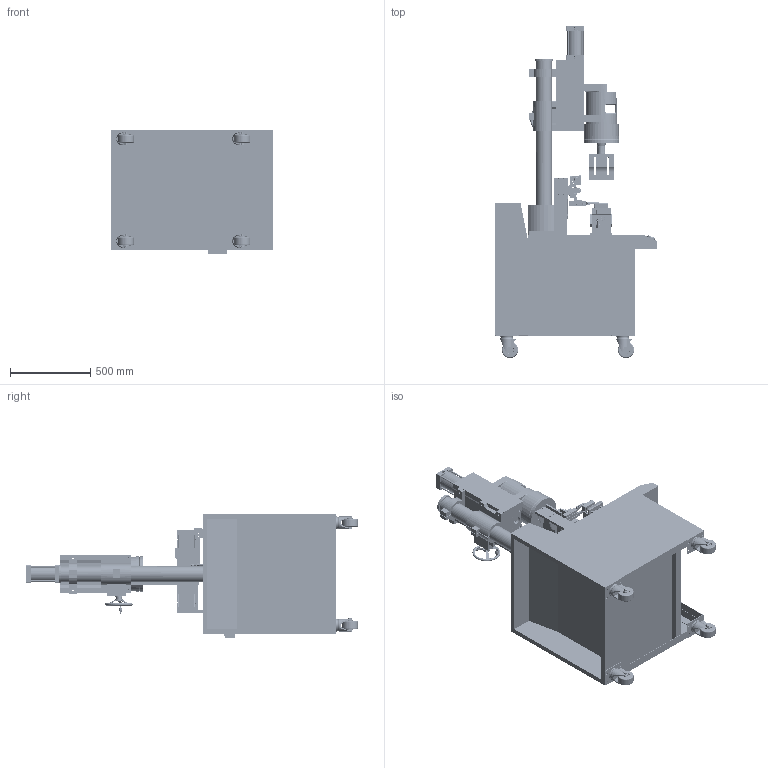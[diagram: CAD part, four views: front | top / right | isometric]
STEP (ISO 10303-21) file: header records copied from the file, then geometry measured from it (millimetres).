
FILE_DESCRIPTION(('FreeCAD Model'),'2;1');
FILE_NAME('Open CASCADE Shape Model','2025-05-09T19:08:56',('FreeCAD'),( 'FreeCAD'),'Open CASCADE STEP processor 7.6','FreeCAD','Unknown');
FILE_SCHEMA(('AUTOMOTIVE_DESIGN { 1 0 10303 214 1 1 1 1 }'));
Products named in the file (1): Open CASCADE STEP translator 7.6 1
Bounding box: 1015 x 2073.41 x 775 mm (x, y, z)
Volume: 62440114.4 mm3; surface area: 12945811 mm2
Topology: 143 solids, 170 shells, 7756 faces, 19471 edges, 12609 vertices
Faces by surface type: plane 4742, cylinder 2057, cone 771, torus 75, bspline 60, sphere 51
Full cylindrical faces by diameter (mm): 0.5 x2, 1.5 x4, 2 x4, 2.2 x4, 2.3 x8, 2.459 x40, 2.5 x20, 3 x40, 3.242 x24, 3.3 x28, 3.35 x8, 3.5 x30, 4 x28, 4.134 x76, 4.2 x4, 4.3 x4, 4.5 x42, 4.6 x4, 4.917 x62, 5 x38, 5.3 x4, 5.5 x56, 5.673 x4, 6 x115, 6.2 x2, 6.3 x2, 6.4 x1, 6.5 x37, 6.6 x2, 6.647 x5
Entity records: 235174 total; most frequent: CARTESIAN_POINT 50190, ORIENTED_EDGE 38662, DIRECTION 37153, EDGE_CURVE 19331, AXIS2_PLACEMENT_3D 12988, VERTEX_POINT 12604, LINE 11177, VECTOR 11177
